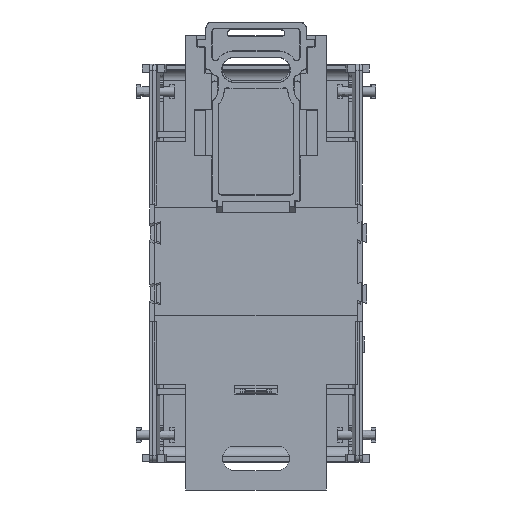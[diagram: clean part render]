
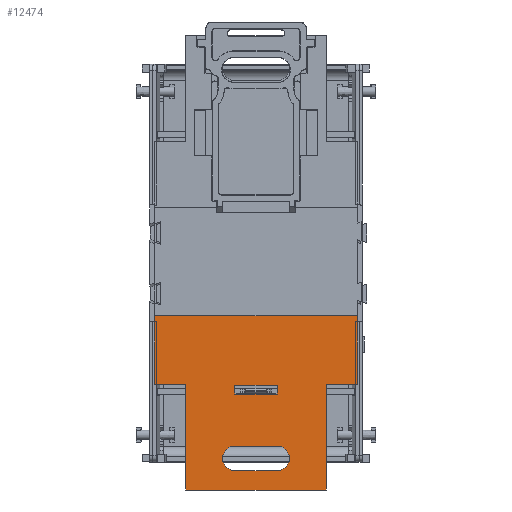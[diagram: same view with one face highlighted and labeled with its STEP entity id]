
A CAD part, front view. The second image highlights one B-rep face of the part: STEP entity #12474.
In plain terms, the highlighted planar face has unit normal (0, -1, 0).
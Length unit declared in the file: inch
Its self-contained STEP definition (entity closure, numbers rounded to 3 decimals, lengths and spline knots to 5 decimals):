
#220 = CARTESIAN_POINT ( 'NONE',  ( -0.26378, -0.60039, -0.64961 ) ) ;
#841 = ORIENTED_EDGE ( 'NONE', *, *, #7200, .F. ) ;
#862 = CARTESIAN_POINT ( 'NONE',  ( 1.25, -0.60039, -0.64961 ) ) ;
#933 = CARTESIAN_POINT ( 'NONE',  ( 0.26378, -0.60039, -0.64961 ) ) ;
#1065 = VERTEX_POINT ( 'NONE', #9809 ) ;
#1527 = LINE ( 'NONE', #1685, #8061 ) ;
#1634 = EDGE_LOOP ( 'NONE', ( #23614, #17330, #13457, #31497 ) ) ;
#1666 = LINE ( 'NONE', #28322, #27904 ) ;
#1685 = CARTESIAN_POINT ( 'NONE',  ( 1.25, -0.60039, -1.61673 ) ) ;
#1839 = DIRECTION ( 'NONE',  ( 0., 0., 1. ) ) ;
#1920 = DIRECTION ( 'NONE',  ( 0., -1., 0. ) ) ;
#2309 = EDGE_LOOP ( 'NONE', ( #7621, #18413, #24046, #9694, #13035, #3647, #17993, #19790 ) ) ;
#3039 = DIRECTION ( 'NONE',  ( 0., 0., 1. ) ) ;
#3118 = EDGE_CURVE ( 'NONE', #33796, #1065, #32332, .T. ) ;
#3217 = CARTESIAN_POINT ( 'NONE',  ( 0.26378, -0.60039, -1.50649 ) ) ;
#3300 = DIRECTION ( 'NONE',  ( 0., 0., -1. ) ) ;
#3406 = ORIENTED_EDGE ( 'NONE', *, *, #10933, .F. ) ;
#3647 = ORIENTED_EDGE ( 'NONE', *, *, #19189, .F. ) ;
#4311 = CARTESIAN_POINT ( 'NONE',  ( 1.25, -0.60039, -0.64961 ) ) ;
#4313 = DIRECTION ( 'NONE',  ( -1., 0., 0. ) ) ;
#4324 = VERTEX_POINT ( 'NONE', #7057 ) ;
#4477 = CIRCLE ( 'NONE', #22543, 0.14961 ) ;
#4715 = EDGE_CURVE ( 'NONE', #7935, #30318, #24883, .T. ) ;
#4975 = LINE ( 'NONE', #9744, #9405 ) ;
#6643 = CARTESIAN_POINT ( 'NONE',  ( -0.26378, -0.60039, -2.25984 ) ) ;
#6956 = DIRECTION ( 'NONE',  ( -1., 0., 0. ) ) ;
#7057 = CARTESIAN_POINT ( 'NONE',  ( 0.26378, -0.60039, -1.61673 ) ) ;
#7200 = EDGE_CURVE ( 'NONE', #30254, #21694, #4477, .T. ) ;
#7621 = ORIENTED_EDGE ( 'NONE', *, *, #4715, .F. ) ;
#7660 = CARTESIAN_POINT ( 'NONE',  ( 1.25, -0.60039, -2.55906 ) ) ;
#7841 = CARTESIAN_POINT ( 'NONE',  ( -1.25, -0.60039, -0.64961 ) ) ;
#7935 = VERTEX_POINT ( 'NONE', #27717 ) ;
#7969 = VECTOR ( 'NONE', #19273, 39.37008 ) ;
#8061 = VECTOR ( 'NONE', #12469, 39.37008 ) ;
#8623 = FACE_BOUND ( 'NONE', #1634, .T. ) ;
#8722 = CARTESIAN_POINT ( 'NONE',  ( 0.26378, -0.60039, -2.55906 ) ) ;
#8736 = VERTEX_POINT ( 'NONE', #9106 ) ;
#8966 = EDGE_CURVE ( 'NONE', #32816, #7935, #22869, .T. ) ;
#9106 = CARTESIAN_POINT ( 'NONE',  ( 0.86614, -0.60039, -1.5 ) ) ;
#9405 = VECTOR ( 'NONE', #18216, 39.37008 ) ;
#9694 = ORIENTED_EDGE ( 'NONE', *, *, #16325, .F. ) ;
#9744 = CARTESIAN_POINT ( 'NONE',  ( 1.25, -0.60039, -1.5 ) ) ;
#9809 = CARTESIAN_POINT ( 'NONE',  ( -0.26378, -0.60039, -1.50649 ) ) ;
#9997 = CARTESIAN_POINT ( 'NONE',  ( -0.26378, -0.60039, -2.55906 ) ) ;
#10062 = CARTESIAN_POINT ( 'NONE',  ( 0.26378, -0.60039, -2.40945 ) ) ;
#10254 = EDGE_CURVE ( 'NONE', #11747, #23547, #34333, .T. ) ;
#10498 = VECTOR ( 'NONE', #3300, 39.37008 ) ;
#10642 = LINE ( 'NONE', #220, #22329 ) ;
#10742 = CARTESIAN_POINT ( 'NONE',  ( -0.26378, -0.60039, -1.61673 ) ) ;
#10746 = CARTESIAN_POINT ( 'NONE',  ( 0.26378, -0.60039, -2.25984 ) ) ;
#10933 = EDGE_CURVE ( 'NONE', #23711, #19226, #17542, .T. ) ;
#10995 = DIRECTION ( 'NONE',  ( 0., 0., -1. ) ) ;
#11747 = VERTEX_POINT ( 'NONE', #4311 ) ;
#11814 = EDGE_CURVE ( 'NONE', #30318, #31152, #20917, .T. ) ;
#12469 = DIRECTION ( 'NONE',  ( 1., 0., 0. ) ) ;
#12474 = ADVANCED_FACE ( 'NONE', ( #14273, #8623, #30492 ), #25045, .F. ) ;
#12834 = VECTOR ( 'NONE', #15942, 39.37008 ) ;
#13035 = ORIENTED_EDGE ( 'NONE', *, *, #10254, .F. ) ;
#13044 = LINE ( 'NONE', #34228, #18890 ) ;
#13053 = DIRECTION ( 'NONE',  ( 0., -1., 0. ) ) ;
#13387 = LINE ( 'NONE', #32605, #10498 ) ;
#13403 = VERTEX_POINT ( 'NONE', #10742 ) ;
#13457 = ORIENTED_EDGE ( 'NONE', *, *, #21932, .F. ) ;
#13829 = EDGE_CURVE ( 'NONE', #13403, #4324, #1527, .T. ) ;
#14128 = VECTOR ( 'NONE', #34507, 39.37008 ) ;
#14199 = AXIS2_PLACEMENT_3D ( 'NONE', #862, #33154, #16242 ) ;
#14273 = FACE_OUTER_BOUND ( 'NONE', #2309, .T. ) ;
#15942 = DIRECTION ( 'NONE',  ( -1., 0., 0. ) ) ;
#16242 = DIRECTION ( 'NONE',  ( 0., 0., 1. ) ) ;
#16325 = EDGE_CURVE ( 'NONE', #23547, #8736, #4975, .T. ) ;
#16780 = DIRECTION ( 'NONE',  ( 0., 0., 1. ) ) ;
#17330 = ORIENTED_EDGE ( 'NONE', *, *, #3118, .F. ) ;
#17542 = CIRCLE ( 'NONE', #28766, 0.14961 ) ;
#17993 = ORIENTED_EDGE ( 'NONE', *, *, #33186, .F. ) ;
#18078 = LINE ( 'NONE', #7660, #21683 ) ;
#18216 = DIRECTION ( 'NONE',  ( -1., 0., 0. ) ) ;
#18413 = ORIENTED_EDGE ( 'NONE', *, *, #8966, .F. ) ;
#18443 = DIRECTION ( 'NONE',  ( 1., 0., 0. ) ) ;
#18620 = EDGE_CURVE ( 'NONE', #21694, #23711, #18078, .T. ) ;
#18890 = VECTOR ( 'NONE', #23802, 39.37008 ) ;
#19189 = EDGE_CURVE ( 'NONE', #29226, #11747, #13044, .T. ) ;
#19226 = VERTEX_POINT ( 'NONE', #10746 ) ;
#19273 = DIRECTION ( 'NONE',  ( -1., 0., 0. ) ) ;
#19790 = ORIENTED_EDGE ( 'NONE', *, *, #11814, .F. ) ;
#20364 = EDGE_LOOP ( 'NONE', ( #841, #33731, #3406, #30891 ) ) ;
#20482 = DIRECTION ( 'NONE',  ( 0., 0., 1. ) ) ;
#20917 = LINE ( 'NONE', #34326, #7969 ) ;
#21408 = CARTESIAN_POINT ( 'NONE',  ( 1.25, -0.60039, -1.50649 ) ) ;
#21683 = VECTOR ( 'NONE', #18443, 39.37008 ) ;
#21694 = VERTEX_POINT ( 'NONE', #9997 ) ;
#21932 = EDGE_CURVE ( 'NONE', #4324, #33796, #25113, .T. ) ;
#22329 = VECTOR ( 'NONE', #10995, 39.37008 ) ;
#22536 = CARTESIAN_POINT ( 'NONE',  ( -0.86614, -0.60039, -1.5 ) ) ;
#22543 = AXIS2_PLACEMENT_3D ( 'NONE', #29450, #13053, #23810 ) ;
#22869 = LINE ( 'NONE', #23203, #23724 ) ;
#22916 = CARTESIAN_POINT ( 'NONE',  ( -1.25, -0.60039, -1.5 ) ) ;
#23203 = CARTESIAN_POINT ( 'NONE',  ( 1.25, -0.60039, -2.79921 ) ) ;
#23386 = CARTESIAN_POINT ( 'NONE',  ( -1.25, -0.60039, -0.64961 ) ) ;
#23547 = VERTEX_POINT ( 'NONE', #28846 ) ;
#23614 = ORIENTED_EDGE ( 'NONE', *, *, #33827, .F. ) ;
#23711 = VERTEX_POINT ( 'NONE', #8722 ) ;
#23724 = VECTOR ( 'NONE', #6956, 39.37008 ) ;
#23737 = CARTESIAN_POINT ( 'NONE',  ( 1.25, -0.60039, -0.64961 ) ) ;
#23742 = LINE ( 'NONE', #23386, #32976 ) ;
#23802 = DIRECTION ( 'NONE',  ( 1., 0., 0. ) ) ;
#23810 = DIRECTION ( 'NONE',  ( 0., 0., 1. ) ) ;
#24046 = ORIENTED_EDGE ( 'NONE', *, *, #30124, .F. ) ;
#24883 = LINE ( 'NONE', #27347, #34264 ) ;
#25045 = PLANE ( 'NONE',  #14199 ) ;
#25113 = LINE ( 'NONE', #933, #31828 ) ;
#27347 = CARTESIAN_POINT ( 'NONE',  ( -0.86614, -0.60039, -0.64961 ) ) ;
#27717 = CARTESIAN_POINT ( 'NONE',  ( -0.86614, -0.60039, -2.79921 ) ) ;
#27904 = VECTOR ( 'NONE', #4313, 39.37008 ) ;
#28322 = CARTESIAN_POINT ( 'NONE',  ( 1.25, -0.60039, -2.25984 ) ) ;
#28766 = AXIS2_PLACEMENT_3D ( 'NONE', #10062, #1920, #20482 ) ;
#28846 = CARTESIAN_POINT ( 'NONE',  ( 1.25, -0.60039, -1.5 ) ) ;
#29082 = EDGE_CURVE ( 'NONE', #19226, #30254, #1666, .T. ) ;
#29226 = VERTEX_POINT ( 'NONE', #7841 ) ;
#29450 = CARTESIAN_POINT ( 'NONE',  ( -0.26378, -0.60039, -2.40945 ) ) ;
#30124 = EDGE_CURVE ( 'NONE', #8736, #32816, #13387, .T. ) ;
#30254 = VERTEX_POINT ( 'NONE', #6643 ) ;
#30318 = VERTEX_POINT ( 'NONE', #22536 ) ;
#30492 = FACE_BOUND ( 'NONE', #20364, .T. ) ;
#30891 = ORIENTED_EDGE ( 'NONE', *, *, #18620, .F. ) ;
#31152 = VERTEX_POINT ( 'NONE', #22916 ) ;
#31497 = ORIENTED_EDGE ( 'NONE', *, *, #13829, .F. ) ;
#31828 = VECTOR ( 'NONE', #3039, 39.37008 ) ;
#32332 = LINE ( 'NONE', #21408, #12834 ) ;
#32605 = CARTESIAN_POINT ( 'NONE',  ( 0.86614, -0.60039, -0.64961 ) ) ;
#32816 = VERTEX_POINT ( 'NONE', #34206 ) ;
#32976 = VECTOR ( 'NONE', #1839, 39.37008 ) ;
#33154 = DIRECTION ( 'NONE',  ( 0., 1., 0. ) ) ;
#33186 = EDGE_CURVE ( 'NONE', #31152, #29226, #23742, .T. ) ;
#33731 = ORIENTED_EDGE ( 'NONE', *, *, #29082, .F. ) ;
#33796 = VERTEX_POINT ( 'NONE', #3217 ) ;
#33827 = EDGE_CURVE ( 'NONE', #1065, #13403, #10642, .T. ) ;
#34206 = CARTESIAN_POINT ( 'NONE',  ( 0.86614, -0.60039, -2.79921 ) ) ;
#34228 = CARTESIAN_POINT ( 'NONE',  ( 1.25, -0.60039, -0.64961 ) ) ;
#34264 = VECTOR ( 'NONE', #16780, 39.37008 ) ;
#34326 = CARTESIAN_POINT ( 'NONE',  ( 1.25, -0.60039, -1.5 ) ) ;
#34333 = LINE ( 'NONE', #23737, #14128 ) ;
#34507 = DIRECTION ( 'NONE',  ( 0., 0., -1. ) ) ;
